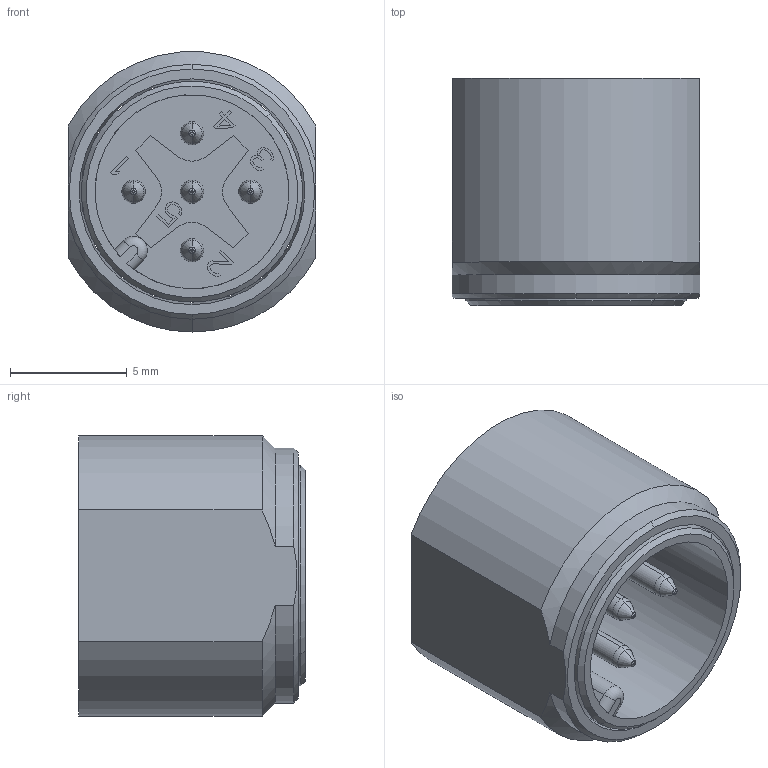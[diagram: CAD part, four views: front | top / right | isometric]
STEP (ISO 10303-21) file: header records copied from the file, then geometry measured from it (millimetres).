
FILE_DESCRIPTION (( 'STEP AP203' ), '1' );
FILE_NAME ('CS10KMLDT-C17-00B7.step', '2022-01-19T13:15:18', ( '' ), ( '' ), 'SwSTEP 2.0', 'SolidWorks 2021', '' );
FILE_SCHEMA (( 'CONFIG_CONTROL_DESIGN' ));
Length unit declared in the file: millimetre
Products named in the file (1): CS10KMLDT-C17-00B7
Bounding box: 10.6 x 9.7 x 11.98 mm (x, y, z)
Volume: 571.3 mm3; surface area: 1461 mm2
Topology: 2 solids, 2 shells, 257 faces, 683 edges, 442 vertices
Faces by surface type: plane 179, cylinder 26, cone 21, torus 21, sphere 10
Entity records: 7995 total; most frequent: CARTESIAN_POINT 1415, ORIENTED_EDGE 1366, DIRECTION 1334, EDGE_CURVE 683, VECTOR 532, LINE 532, VERTEX_POINT 442, AXIS2_PLACEMENT_3D 401
